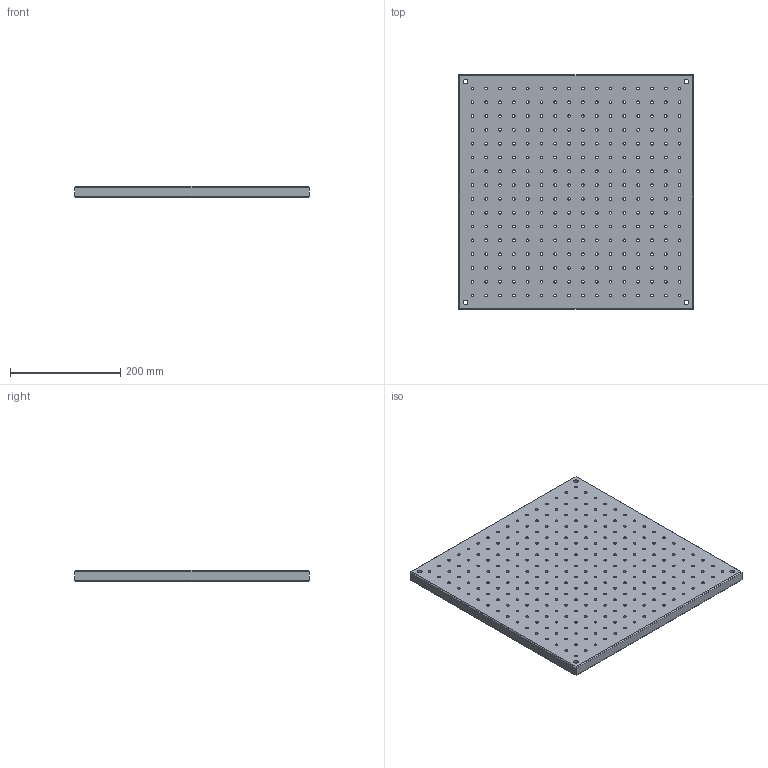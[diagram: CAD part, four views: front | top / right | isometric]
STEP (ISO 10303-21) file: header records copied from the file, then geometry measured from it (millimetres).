
FILE_DESCRIPTION (( 'STEP AP214' ), '1' );
FILE_NAME ('810KTO500-E.step', '2017-07-10T07:18:11', ( 'install' ), ( '' ), 'SwSTEP 2.0', 'SolidWorks 2015', '' );
FILE_SCHEMA (( 'AUTOMOTIVE_DESIGN' ));
Length unit declared in the file: millimetre
Products named in the file (1): 810KTO500-E
Bounding box: 425 x 425 x 20 mm (x, y, z)
Volume: 3500650.8 mm3; surface area: 463307.4 mm2
Topology: 1 solids, 1 shells, 534 faces, 1588 edges, 1056 vertices
Faces by surface type: cylinder 520, plane 14
Entity records: 25342 total; most frequent: DIRECTION 3698, CARTESIAN_POINT 3179, ORIENTED_EDGE 3176, EDGE_CURVE 1588, AXIS2_PLACEMENT_3D 1575, VERTEX_POINT 1056, EDGE_LOOP 1054, CIRCLE 1040
